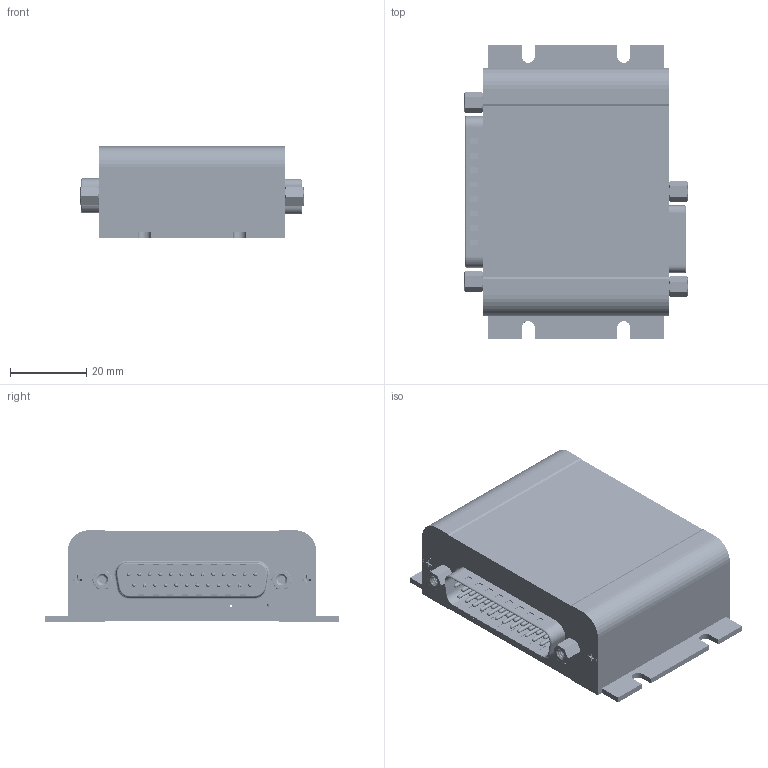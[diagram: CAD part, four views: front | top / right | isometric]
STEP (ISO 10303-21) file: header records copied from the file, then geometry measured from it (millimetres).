
FILE_DESCRIPTION(/* description */ (''),/* implementation_level */ '2;1');
FILE_NAME(/* name */ 'enclosure_input v6.step',/* time_stamp */ '2024-03-22T10:19:42+01:00',/* author */ (''),/* organization */ (''),/* preprocessor_version */ 'ST-DEVELOPER v20',/* originating_system */ 'Autodesk Translation Framework v12.20.1.177',/* authorisation */ '');
FILE_SCHEMA (('AUTOMOTIVE_DESIGN { 1 0 10303 214 3 1 1 }'));
Products named in the file (19): enclosure_input; enclosure; front; Hex-Standoff v1; silkprint; back; SNZF-M2.6-6-TBZ v1; Hex-Standoff; silkscreen; base v3; PCB Component; Board; M09_190-009-163R001; USB-MINI-SMD-HOLES; input_pcb_import; input_pcb_raw_2 v1; PCB Component_1; Board_1; M25_190-025-163R001
Assembly tree (23 placements, depth 5):
  enclosure_input
    enclosure
    front
      SNZF-M2.6-6-TBZ v1  x2
      Hex-Standoff v1  x2
      silkprint
    back
      SNZF-M2.6-6-TBZ v1  x2
      Hex-Standoff  x2
      silkscreen
    base v3
      PCB Component
        Board
        M09_190-009-163R001
        USB-MINI-SMD-HOLES
    input_pcb_import
      input_pcb_raw_2 v1
        PCB Component_1
          Board_1
          M25_190-025-163R001
Bounding box: 58.55 x 77.2 x 24 mm (x, y, z)
Volume: 26458.8 mm3; surface area: 40504.5 mm2
Topology: 55 solids, 55 shells, 4793 faces, 14255 edges, 9317 vertices
Faces by surface type: plane 2915, cylinder 1286, bspline 474, sphere 52, cone 36, torus 30
Full cylindrical faces by diameter (mm): 0.3 x376, 0.35 x4, 0.61 x9, 0.9 x2, 1 x8, 1.04 x25, 1.092 x9, 1.3 x2, 1.397 x2, 1.5 x4, 1.893 x36, 1.97 x2, 2 x12, 2.261 x2, 2.58 x32, 2.6 x8, 3.048 x2, 3.05 x4, 3.2 x6, 3.8 x2, 4 x10, 4.1 x4, 4.5 x2, 4.9 x2, 5 x2
Entity records: 171922 total; most frequent: CARTESIAN_POINT 45537, ORIENTED_EDGE 27502, DIRECTION 24102, EDGE_CURVE 13751, LINE 9246, VECTOR 9246, VERTEX_POINT 9040, AXIS2_PLACEMENT_3D 7428
